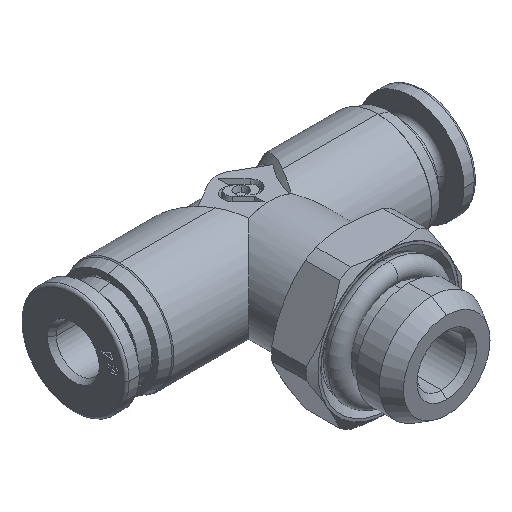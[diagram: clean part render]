
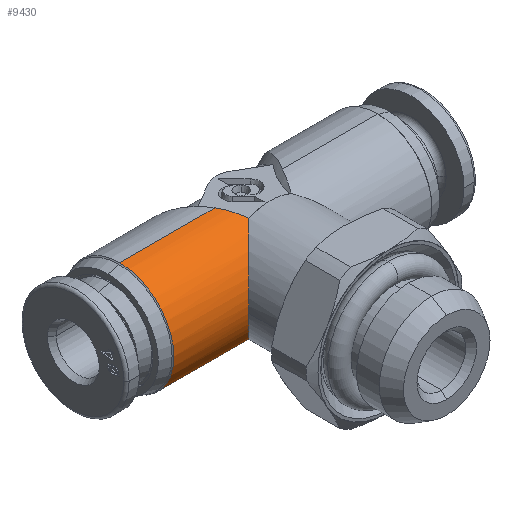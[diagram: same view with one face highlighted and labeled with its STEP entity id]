
A CAD part, isometric view. The second image highlights one B-rep face of the part: STEP entity #9430.
In plain terms, the highlighted cylindrical face has radius 5 mm (diameter 10 mm), a partial arc.
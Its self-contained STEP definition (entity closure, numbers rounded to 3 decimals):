
#177 = VERTEX_POINT ( 'NONE', #9621 ) ;
#231 = B_SPLINE_CURVE_WITH_KNOTS ( 'NONE', 3,
 ( #7259, #12179, #9431, #3040 ),
 .UNSPECIFIED., .F., .F.,
 ( 4, 4 ),
 ( 0.006, 0.006 ),
 .UNSPECIFIED. ) ;
#404 = DIRECTION ( 'NONE',  ( 1., 0., 0. ) ) ;
#431 = B_SPLINE_CURVE_WITH_KNOTS ( 'NONE', 3,
 ( #7947, #8691, #5807, #5420 ),
 .UNSPECIFIED., .F., .F.,
 ( 4, 4 ),
 ( 0., 1. ),
 .UNSPECIFIED. ) ;
#441 = B_SPLINE_CURVE_WITH_KNOTS ( 'NONE', 3,
 ( #11588, #1217, #12548, #6511 ),
 .UNSPECIFIED., .F., .F.,
 ( 4, 4 ),
 ( 0., 0.556 ),
 .UNSPECIFIED. ) ;
#912 = FACE_OUTER_BOUND ( 'NONE', #3631, .T. ) ;
#995 = CARTESIAN_POINT ( 'NONE',  ( -5., 7.9, 0. ) ) ;
#1069 = VERTEX_POINT ( 'NONE', #5658 ) ;
#1181 = AXIS2_PLACEMENT_3D ( 'NONE', #7910, #5733, #11919 ) ;
#1217 = CARTESIAN_POINT ( 'NONE',  ( -2.735, 12.246, -4.968 ) ) ;
#1265 = EDGE_CURVE ( 'NONE', #1069, #1427, #9357, .T. ) ;
#1381 = CARTESIAN_POINT ( 'NONE',  ( -3.113, 12.9, -5. ) ) ;
#1427 = VERTEX_POINT ( 'NONE', #12990 ) ;
#1764 = CARTESIAN_POINT ( 'NONE',  ( -5., 7.9, -2.06 ) ) ;
#1934 = CARTESIAN_POINT ( 'NONE',  ( -1.985, 10.946, 4.603 ) ) ;
#2024 = CARTESIAN_POINT ( 'NONE',  ( -1.974, 10.926, -4.594 ) ) ;
#2275 = EDGE_CURVE ( 'NONE', #3409, #5523, #12882, .T. ) ;
#2429 = EDGE_CURVE ( 'NONE', #9994, #5694, #431, .T. ) ;
#2490 = CARTESIAN_POINT ( 'NONE',  ( -3.113, 12.9, 5. ) ) ;
#2910 = CARTESIAN_POINT ( 'NONE',  ( -2.009, 10.987, 4.619 ) ) ;
#2928 = CARTESIAN_POINT ( 'NONE',  ( -3.113, 12.9, 5. ) ) ;
#3040 = CARTESIAN_POINT ( 'NONE',  ( -2.009, 10.987, -4.619 ) ) ;
#3061 = CARTESIAN_POINT ( 'NONE',  ( 0., 12.9, -5. ) ) ;
#3409 = VERTEX_POINT ( 'NONE', #2490 ) ;
#3547 = ORIENTED_EDGE ( 'NONE', *, *, #6329, .T. ) ;
#3631 = EDGE_LOOP ( 'NONE', ( #4539, #4501, #4384, #4229, #4186, #4062, #3901, #3749, #3719, #3547 ) ) ;
#3719 = ORIENTED_EDGE ( 'NONE', *, *, #2275, .T. ) ;
#3749 = ORIENTED_EDGE ( 'NONE', *, *, #12150, .F. ) ;
#3792 = CARTESIAN_POINT ( 'NONE',  ( -3.867, 9.033, 3.781 ) ) ;
#3901 = ORIENTED_EDGE ( 'NONE', *, *, #8363, .T. ) ;
#4036 = CARTESIAN_POINT ( 'NONE',  ( -1.997, 10.966, 4.611 ) ) ;
#4062 = ORIENTED_EDGE ( 'NONE', *, *, #1265, .F. ) ;
#4103 = CARTESIAN_POINT ( 'NONE',  ( -5., 7.9, 2.06 ) ) ;
#4183 = EDGE_CURVE ( 'NONE', #1427, #13194, #9189, .T. ) ;
#4186 = ORIENTED_EDGE ( 'NONE', *, *, #4183, .F. ) ;
#4229 = ORIENTED_EDGE ( 'NONE', *, *, #8832, .F. ) ;
#4367 = CARTESIAN_POINT ( 'NONE',  ( -2.009, 10.987, -4.619 ) ) ;
#4384 = ORIENTED_EDGE ( 'NONE', *, *, #2429, .F. ) ;
#4501 = ORIENTED_EDGE ( 'NONE', *, *, #9988, .F. ) ;
#4539 = ORIENTED_EDGE ( 'NONE', *, *, #12279, .F. ) ;
#4990 = CARTESIAN_POINT ( 'NONE',  ( -5., 7.9, 0. ) ) ;
#5000 = CARTESIAN_POINT ( 'NONE',  ( -2.735, 12.246, 4.968 ) ) ;
#5420 = CARTESIAN_POINT ( 'NONE',  ( -2.55, 11.925, -4.904 ) ) ;
#5523 = VERTEX_POINT ( 'NONE', #13153 ) ;
#5658 = CARTESIAN_POINT ( 'NONE',  ( -1.974, 10.926, 4.594 ) ) ;
#5694 = VERTEX_POINT ( 'NONE', #5962 ) ;
#5733 = DIRECTION ( 'NONE',  ( -1., 0., 0. ) ) ;
#5807 = CARTESIAN_POINT ( 'NONE',  ( -2.365, 11.604, -4.84 ) ) ;
#5962 = CARTESIAN_POINT ( 'NONE',  ( -2.55, 11.925, -4.904 ) ) ;
#6092 = CARTESIAN_POINT ( 'NONE',  ( -2.183, 11.289, 4.745 ) ) ;
#6292 = DIRECTION ( 'NONE',  ( -1., 0., 0. ) ) ;
#6329 = EDGE_CURVE ( 'NONE', #5523, #177, #11159, .T. ) ;
#6340 = CARTESIAN_POINT ( 'NONE',  ( 0., 12.9, 5. ) ) ;
#6511 = CARTESIAN_POINT ( 'NONE',  ( -3.113, 12.9, -5. ) ) ;
#6577 = LINE ( 'NONE', #3061, #9135 ) ;
#6687 = CARTESIAN_POINT ( 'NONE',  ( -11.918, 12.9, 0. ) ) ;
#6981 =( BOUNDED_CURVE ( )  B_SPLINE_CURVE ( 3, ( #9384, #1934, #4036, #11327 ),
 .UNSPECIFIED., .F., .F. ) 
 B_SPLINE_CURVE_WITH_KNOTS ( ( 4, 4 ),
 ( 4.307, 4.32 ),
 .UNSPECIFIED. ) 
 CURVE ( )  GEOMETRIC_REPRESENTATION_ITEM ( )  RATIONAL_B_SPLINE_CURVE ( ( 1., 1., 1., 1. ) ) 
 REPRESENTATION_ITEM ( '' )  );
#7044 = CARTESIAN_POINT ( 'NONE',  ( -1.974, 10.926, -4.594 ) ) ;
#7259 = CARTESIAN_POINT ( 'NONE',  ( -1.974, 10.926, -4.594 ) ) ;
#7293 = VECTOR ( 'NONE', #6292, 1000. ) ;
#7674 = VERTEX_POINT ( 'NONE', #2910 ) ;
#7776 = DIRECTION ( 'NONE',  ( 0., 0., -1. ) ) ;
#7910 = CARTESIAN_POINT ( 'NONE',  ( 0., 12.9, 0. ) ) ;
#7947 = CARTESIAN_POINT ( 'NONE',  ( -2.009, 10.987, -4.619 ) ) ;
#8049 = CYLINDRICAL_SURFACE ( 'NONE', #1181, 5. ) ;
#8137 = CARTESIAN_POINT ( 'NONE',  ( -3.867, 9.033, -3.781 ) ) ;
#8230 = CARTESIAN_POINT ( 'NONE',  ( -2.924, 12.573, 5. ) ) ;
#8317 = CARTESIAN_POINT ( 'NONE',  ( -1.974, 10.926, 4.594 ) ) ;
#8363 = EDGE_CURVE ( 'NONE', #1069, #7674, #6981, .T. ) ;
#8364 = DIRECTION ( 'NONE',  ( -1., 0., 0. ) ) ;
#8691 = CARTESIAN_POINT ( 'NONE',  ( -2.183, 11.289, -4.745 ) ) ;
#8832 = EDGE_CURVE ( 'NONE', #13194, #9994, #231, .T. ) ;
#9025 = VERTEX_POINT ( 'NONE', #1381 ) ;
#9135 = VECTOR ( 'NONE', #8364, 1000. ) ;
#9189 =( BOUNDED_CURVE ( )  B_SPLINE_CURVE ( 3, ( #995, #1764, #8137, #7044 ),
 .UNSPECIFIED., .F., .T. ) 
 B_SPLINE_CURVE_WITH_KNOTS ( ( 4, 4 ),
 ( 3.142, 4.307 ),
 .UNSPECIFIED. ) 
 CURVE ( )  GEOMETRIC_REPRESENTATION_ITEM ( )  RATIONAL_B_SPLINE_CURVE ( ( 1., 0.89, 0.89, 1. ) ) 
 REPRESENTATION_ITEM ( '' )  );
#9357 =( BOUNDED_CURVE ( )  B_SPLINE_CURVE ( 3, ( #8317, #3792, #4103, #4990 ),
 .UNSPECIFIED., .F., .T. ) 
 B_SPLINE_CURVE_WITH_KNOTS ( ( 4, 4 ),
 ( 1.977, 3.142 ),
 .UNSPECIFIED. ) 
 CURVE ( )  GEOMETRIC_REPRESENTATION_ITEM ( )  RATIONAL_B_SPLINE_CURVE ( ( 1., 0.89, 0.89, 1. ) ) 
 REPRESENTATION_ITEM ( '' )  );
#9384 = CARTESIAN_POINT ( 'NONE',  ( -1.974, 10.926, 4.594 ) ) ;
#9430 = ADVANCED_FACE ( 'NONE', ( #912 ), #8049, .T. ) ;
#9431 = CARTESIAN_POINT ( 'NONE',  ( -1.997, 10.966, -4.611 ) ) ;
#9522 = B_SPLINE_CURVE_WITH_KNOTS ( 'NONE', 3,
 ( #2928, #8230, #5000, #12197, #6092, #13137 ),
 .UNSPECIFIED., .F., .F.,
 ( 4, 2, 4 ),
 ( 0.5, 0.75, 1. ),
 .UNSPECIFIED. ) ;
#9621 = CARTESIAN_POINT ( 'NONE',  ( -11.918, 12.9, -5. ) ) ;
#9988 = EDGE_CURVE ( 'NONE', #5694, #9025, #441, .T. ) ;
#9989 = AXIS2_PLACEMENT_3D ( 'NONE', #6687, #404, #7776 ) ;
#9994 = VERTEX_POINT ( 'NONE', #4367 ) ;
#11159 = CIRCLE ( 'NONE', #9989, 5. ) ;
#11327 = CARTESIAN_POINT ( 'NONE',  ( -2.009, 10.987, 4.619 ) ) ;
#11588 = CARTESIAN_POINT ( 'NONE',  ( -2.55, 11.925, -4.904 ) ) ;
#11919 = DIRECTION ( 'NONE',  ( 0., 0., 1. ) ) ;
#12150 = EDGE_CURVE ( 'NONE', #3409, #7674, #9522, .T. ) ;
#12179 = CARTESIAN_POINT ( 'NONE',  ( -1.985, 10.946, -4.603 ) ) ;
#12197 = CARTESIAN_POINT ( 'NONE',  ( -2.365, 11.604, 4.84 ) ) ;
#12279 = EDGE_CURVE ( 'NONE', #9025, #177, #6577, .T. ) ;
#12548 = CARTESIAN_POINT ( 'NONE',  ( -2.924, 12.573, -5. ) ) ;
#12882 = LINE ( 'NONE', #6340, #7293 ) ;
#12990 = CARTESIAN_POINT ( 'NONE',  ( -5., 7.9, 0. ) ) ;
#13137 = CARTESIAN_POINT ( 'NONE',  ( -2.009, 10.987, 4.619 ) ) ;
#13153 = CARTESIAN_POINT ( 'NONE',  ( -11.918, 12.9, 5. ) ) ;
#13194 = VERTEX_POINT ( 'NONE', #2024 ) ;
